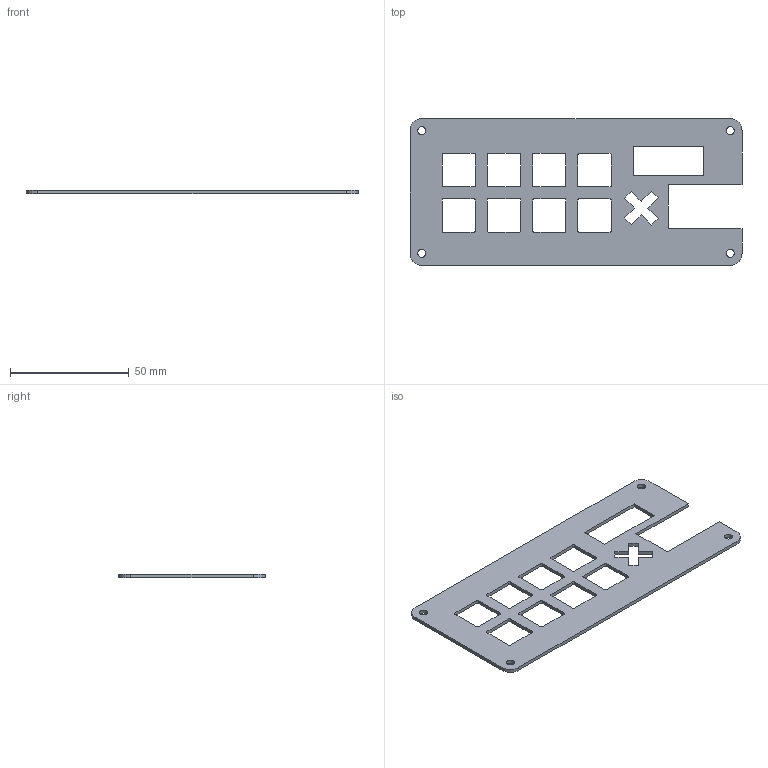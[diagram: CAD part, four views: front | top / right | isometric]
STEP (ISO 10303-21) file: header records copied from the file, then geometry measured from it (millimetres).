
FILE_DESCRIPTION(/* description */ (''),/* implementation_level */ '2;1');
FILE_NAME(/* name */ 'XacPad top case.step',/* time_stamp */ '2025-12-24T11:46:49+01:00',/* author */ (''),/* organization */ (''),/* preprocessor_version */ 'ST-DEVELOPER v20.1',/* originating_system */ 'Autodesk Translation Framework v14.21.0.0',/* authorisation */ '');
FILE_SCHEMA (('AUTOMOTIVE_DESIGN { 1 0 10303 214 3 1 1 }'));
Length unit declared in the file: millimetre
Products named in the file (1): XacPad top case
Bounding box: 139.6 x 61.6 x 1.5 mm (x, y, z)
Volume: 8900.9 mm3; surface area: 13518.1 mm2
Topology: 1 solids, 1 shells, 258 faces, 740 edges, 494 vertices
Faces by surface type: bspline 115, plane 103, cylinder 40
Full cylindrical faces by diameter (mm): 3.4 x4
Entity records: 9583 total; most frequent: CARTESIAN_POINT 3458, ORIENTED_EDGE 1480, DIRECTION 876, EDGE_CURVE 740, VERTEX_POINT 494, LINE 428, VECTOR 428, EDGE_LOOP 296
